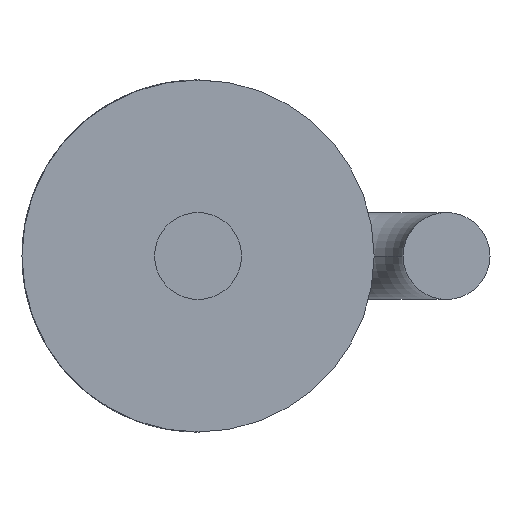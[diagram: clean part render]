
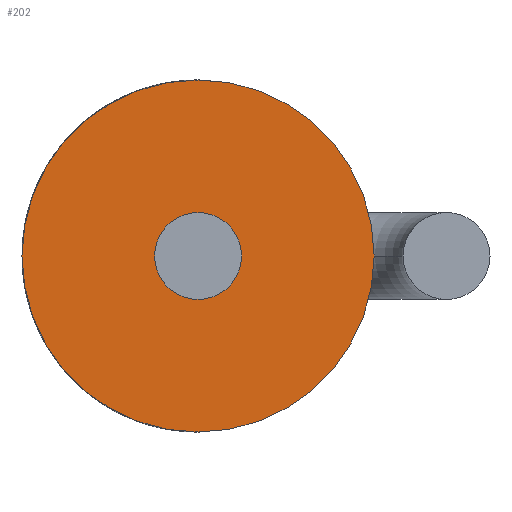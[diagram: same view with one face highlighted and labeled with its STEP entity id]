
A CAD part, front view. The second image highlights one B-rep face of the part: STEP entity #202.
In plain terms, the highlighted planar face has unit normal (0, -1, 0).
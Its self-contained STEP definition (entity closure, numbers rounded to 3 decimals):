
#128 = DIRECTION ( 'NONE',  ( 0., 0., 1. ) ) ;
#131 = VERTEX_POINT ( 'NONE', #1003 ) ;
#202 = ADVANCED_FACE ( 'NONE', ( #3528, #350 ), #3922, .F. ) ;
#350 = FACE_OUTER_BOUND ( 'NONE', #3222, .T. ) ;
#381 = DIRECTION ( 'NONE',  ( 0., -1., 0. ) ) ;
#424 = ORIENTED_EDGE ( 'NONE', *, *, #1828, .F. ) ;
#433 = AXIS2_PLACEMENT_3D ( 'NONE', #705, #381, #1768 ) ;
#586 = CIRCLE ( 'NONE', #3664, 1.8 ) ;
#672 = CARTESIAN_POINT ( 'NONE',  ( 0., 2., -1.8 ) ) ;
#705 = CARTESIAN_POINT ( 'NONE',  ( 0., 2., 0. ) ) ;
#772 = VERTEX_POINT ( 'NONE', #1309 ) ;
#969 = DIRECTION ( 'NONE',  ( 0., 0., 1. ) ) ;
#972 = DIRECTION ( 'NONE',  ( 0., 0., 1. ) ) ;
#1003 = CARTESIAN_POINT ( 'NONE',  ( 0.445, 2., 0. ) ) ;
#1309 = CARTESIAN_POINT ( 'NONE',  ( -0.444, 2., 0. ) ) ;
#1440 = VERTEX_POINT ( 'NONE', #672 ) ;
#1463 = VERTEX_POINT ( 'NONE', #1872 ) ;
#1537 = CARTESIAN_POINT ( 'NONE',  ( 0., 2., 0. ) ) ;
#1602 = ORIENTED_EDGE ( 'NONE', *, *, #2246, .F. ) ;
#1768 = DIRECTION ( 'NONE',  ( 0., 0., 1. ) ) ;
#1828 = EDGE_CURVE ( 'NONE', #772, #131, #2530, .T. ) ;
#1872 = CARTESIAN_POINT ( 'NONE',  ( 0., 2., 1.8 ) ) ;
#1971 = EDGE_CURVE ( 'NONE', #131, #772, #2858, .T. ) ;
#2038 = ORIENTED_EDGE ( 'NONE', *, *, #3895, .F. ) ;
#2121 = DIRECTION ( 'NONE',  ( 0., 0., 1. ) ) ;
#2208 = AXIS2_PLACEMENT_3D ( 'NONE', #2726, #4124, #969 ) ;
#2246 = EDGE_CURVE ( 'NONE', #1440, #1463, #586, .T. ) ;
#2464 = CARTESIAN_POINT ( 'NONE',  ( 0., 2., 0. ) ) ;
#2468 = AXIS2_PLACEMENT_3D ( 'NONE', #4126, #3134, #972 ) ;
#2505 = AXIS2_PLACEMENT_3D ( 'NONE', #2464, #2804, #2121 ) ;
#2530 = CIRCLE ( 'NONE', #433, 0.445 ) ;
#2726 = CARTESIAN_POINT ( 'NONE',  ( 0., 2., 0. ) ) ;
#2804 = DIRECTION ( 'NONE',  ( 0., 1., 0. ) ) ;
#2858 = CIRCLE ( 'NONE', #2468, 0.445 ) ;
#3134 = DIRECTION ( 'NONE',  ( 0., -1., 0. ) ) ;
#3156 = EDGE_LOOP ( 'NONE', ( #4161, #424 ) ) ;
#3222 = EDGE_LOOP ( 'NONE', ( #1602, #2038 ) ) ;
#3318 = DIRECTION ( 'NONE',  ( 0., 1., 0. ) ) ;
#3528 = FACE_BOUND ( 'NONE', #3156, .T. ) ;
#3664 = AXIS2_PLACEMENT_3D ( 'NONE', #1537, #3318, #128 ) ;
#3895 = EDGE_CURVE ( 'NONE', #1463, #1440, #4364, .T. ) ;
#3922 = PLANE ( 'NONE',  #2505 ) ;
#4124 = DIRECTION ( 'NONE',  ( 0., 1., 0. ) ) ;
#4126 = CARTESIAN_POINT ( 'NONE',  ( 0., 2., 0. ) ) ;
#4161 = ORIENTED_EDGE ( 'NONE', *, *, #1971, .F. ) ;
#4364 = CIRCLE ( 'NONE', #2208, 1.8 ) ;
